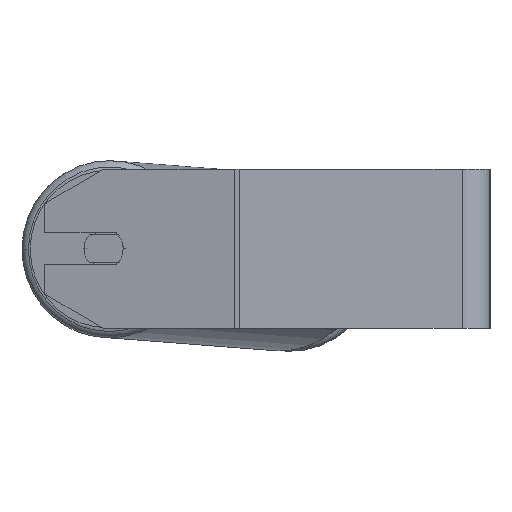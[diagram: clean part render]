
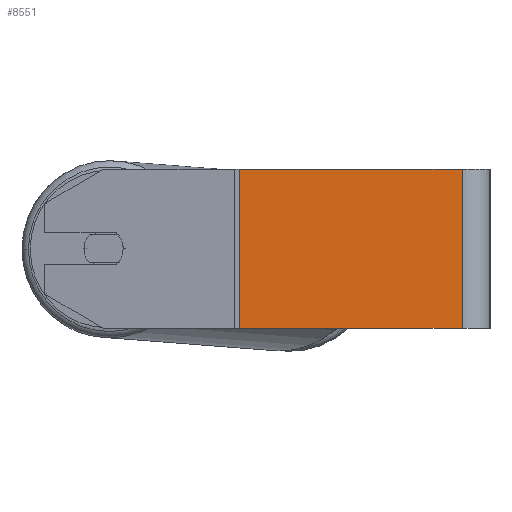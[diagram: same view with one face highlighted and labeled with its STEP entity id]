
A CAD part, left-side view. The second image highlights one B-rep face of the part: STEP entity #8551.
In plain terms, the highlighted planar face has unit normal (-1, 0, 0).
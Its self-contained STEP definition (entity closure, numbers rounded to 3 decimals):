
#37 = VERTEX_POINT ( 'NONE', #4309 ) ;
#41 = DIRECTION ( 'NONE',  ( 1., 0., 0. ) ) ;
#67 = LINE ( 'NONE', #5397, #2456 ) ;
#313 = DIRECTION ( 'NONE',  ( 0., 0., -1. ) ) ;
#502 = ORIENTED_EDGE ( 'NONE', *, *, #1182, .T. ) ;
#519 = CARTESIAN_POINT ( 'NONE',  ( -800., 125.941, -40. ) ) ;
#994 = EDGE_CURVE ( 'NONE', #2512, #5632, #6370, .T. ) ;
#1025 = VECTOR ( 'NONE', #313, 1000. ) ;
#1182 = EDGE_CURVE ( 'NONE', #5632, #4390, #4799, .T. ) ;
#1758 = AXIS2_PLACEMENT_3D ( 'NONE', #3357, #41, #8191 ) ;
#2081 = FACE_OUTER_BOUND ( 'NONE', #8353, .T. ) ;
#2402 = LINE ( 'NONE', #8467, #3870 ) ;
#2456 = VECTOR ( 'NONE', #8075, 1000. ) ;
#2512 = VERTEX_POINT ( 'NONE', #5722 ) ;
#2645 = ORIENTED_EDGE ( 'NONE', *, *, #3017, .F. ) ;
#3017 = EDGE_CURVE ( 'NONE', #2512, #37, #2402, .T. ) ;
#3357 = CARTESIAN_POINT ( 'NONE',  ( -800., 127.166, 40. ) ) ;
#3842 = VECTOR ( 'NONE', #5627, 1000. ) ;
#3870 = VECTOR ( 'NONE', #5921, 1000. ) ;
#4054 = PLANE ( 'NONE',  #1758 ) ;
#4111 = ORIENTED_EDGE ( 'NONE', *, *, #6630, .F. ) ;
#4309 = CARTESIAN_POINT ( 'NONE',  ( -800., 14., 40. ) ) ;
#4390 = VERTEX_POINT ( 'NONE', #4768 ) ;
#4768 = CARTESIAN_POINT ( 'NONE',  ( -800., 14., -40. ) ) ;
#4799 = LINE ( 'NONE', #7472, #3842 ) ;
#5397 = CARTESIAN_POINT ( 'NONE',  ( -800., 14., 40. ) ) ;
#5627 = DIRECTION ( 'NONE',  ( 0., -1., 0. ) ) ;
#5632 = VERTEX_POINT ( 'NONE', #519 ) ;
#5722 = CARTESIAN_POINT ( 'NONE',  ( -800., 125.941, 40. ) ) ;
#5921 = DIRECTION ( 'NONE',  ( 0., -1., 0. ) ) ;
#6370 = LINE ( 'NONE', #7171, #1025 ) ;
#6630 = EDGE_CURVE ( 'NONE', #37, #4390, #67, .T. ) ;
#6777 = ORIENTED_EDGE ( 'NONE', *, *, #994, .T. ) ;
#7171 = CARTESIAN_POINT ( 'NONE',  ( -800., 125.941, 40. ) ) ;
#7472 = CARTESIAN_POINT ( 'NONE',  ( -800., 127.166, -40. ) ) ;
#8075 = DIRECTION ( 'NONE',  ( 0., 0., -1. ) ) ;
#8191 = DIRECTION ( 'NONE',  ( 0., 0., -1. ) ) ;
#8353 = EDGE_LOOP ( 'NONE', ( #502, #4111, #2645, #6777 ) ) ;
#8467 = CARTESIAN_POINT ( 'NONE',  ( -800., 127.166, 40. ) ) ;
#8551 = ADVANCED_FACE ( 'NONE', ( #2081 ), #4054, .F. ) ;
